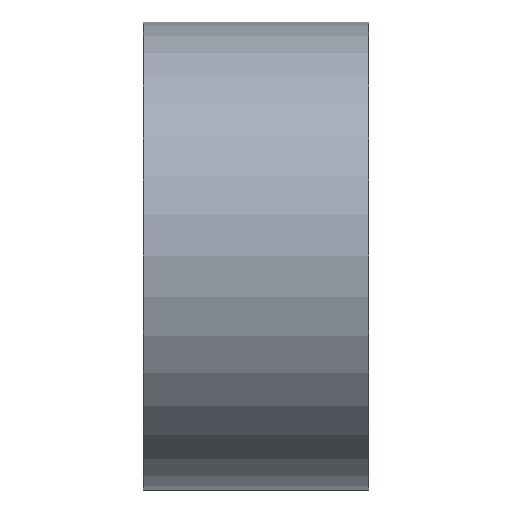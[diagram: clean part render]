
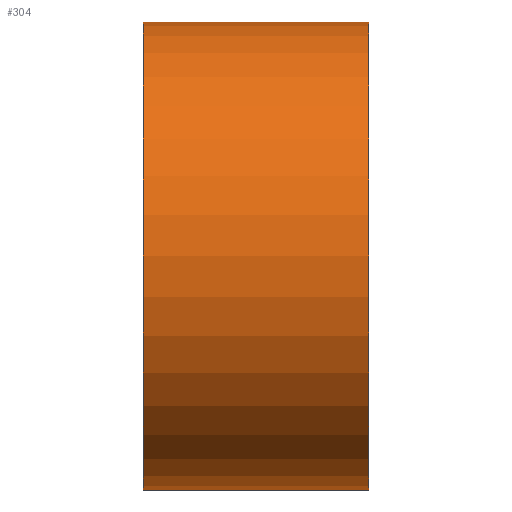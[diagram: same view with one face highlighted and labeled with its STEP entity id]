
A CAD part, left-side view. The second image highlights one B-rep face of the part: STEP entity #304.
In plain terms, the highlighted cylindrical face has radius 24.765 mm (diameter 49.53 mm), a partial arc.
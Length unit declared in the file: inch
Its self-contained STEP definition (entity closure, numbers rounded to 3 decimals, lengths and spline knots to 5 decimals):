
#21 = FACE_OUTER_BOUND ( 'NONE', #52, .T. ) ;
#23 = EDGE_CURVE ( 'NONE', #92, #166, #340, .T. ) ;
#49 = DIRECTION ( 'NONE',  ( 0., -1., 0. ) ) ;
#51 = CYLINDRICAL_SURFACE ( 'NONE', #130, 0.975 ) ;
#52 = EDGE_LOOP ( 'NONE', ( #196, #327, #155, #220 ) ) ;
#58 = CARTESIAN_POINT ( 'NONE',  ( 0., -0.47, -0.975 ) ) ;
#83 = EDGE_CURVE ( 'NONE', #234, #352, #113, .T. ) ;
#88 = CARTESIAN_POINT ( 'NONE',  ( 0., 0.47, 0.975 ) ) ;
#92 = VERTEX_POINT ( 'NONE', #58 ) ;
#95 = EDGE_CURVE ( 'NONE', #234, #92, #268, .T. ) ;
#97 = DIRECTION ( 'NONE',  ( 0., -1., 0. ) ) ;
#107 = CARTESIAN_POINT ( 'NONE',  ( 0., -0.47, 0. ) ) ;
#108 = CARTESIAN_POINT ( 'NONE',  ( 0., 0.47, 0.975 ) ) ;
#113 = CIRCLE ( 'NONE', #165, 0.975 ) ;
#130 = AXIS2_PLACEMENT_3D ( 'NONE', #348, #97, #274 ) ;
#155 = ORIENTED_EDGE ( 'NONE', *, *, #95, .T. ) ;
#157 = VECTOR ( 'NONE', #228, 39.37008 ) ;
#165 = AXIS2_PLACEMENT_3D ( 'NONE', #307, #197, #248 ) ;
#166 = VERTEX_POINT ( 'NONE', #198 ) ;
#172 = CARTESIAN_POINT ( 'NONE',  ( 0., 0.47, -0.975 ) ) ;
#196 = ORIENTED_EDGE ( 'NONE', *, *, #261, .F. ) ;
#197 = DIRECTION ( 'NONE',  ( 0., 1., 0. ) ) ;
#198 = CARTESIAN_POINT ( 'NONE',  ( 0., -0.47, 0.975 ) ) ;
#216 = VECTOR ( 'NONE', #49, 39.37008 ) ;
#220 = ORIENTED_EDGE ( 'NONE', *, *, #23, .T. ) ;
#228 = DIRECTION ( 'NONE',  ( 0., -1., 0. ) ) ;
#232 = AXIS2_PLACEMENT_3D ( 'NONE', #107, #331, #256 ) ;
#234 = VERTEX_POINT ( 'NONE', #172 ) ;
#248 = DIRECTION ( 'NONE',  ( 0., 0., 1. ) ) ;
#256 = DIRECTION ( 'NONE',  ( 0., 0., 1. ) ) ;
#261 = EDGE_CURVE ( 'NONE', #352, #166, #296, .T. ) ;
#268 = LINE ( 'NONE', #306, #216 ) ;
#274 = DIRECTION ( 'NONE',  ( 0., 0., -1. ) ) ;
#296 = LINE ( 'NONE', #108, #157 ) ;
#304 = ADVANCED_FACE ( 'NONE', ( #21 ), #51, .T. ) ;
#306 = CARTESIAN_POINT ( 'NONE',  ( 0., 0.47, -0.975 ) ) ;
#307 = CARTESIAN_POINT ( 'NONE',  ( 0., 0.47, 0. ) ) ;
#327 = ORIENTED_EDGE ( 'NONE', *, *, #83, .F. ) ;
#331 = DIRECTION ( 'NONE',  ( 0., 1., 0. ) ) ;
#340 = CIRCLE ( 'NONE', #232, 0.975 ) ;
#348 = CARTESIAN_POINT ( 'NONE',  ( 0., 0.47, 0. ) ) ;
#352 = VERTEX_POINT ( 'NONE', #88 ) ;
